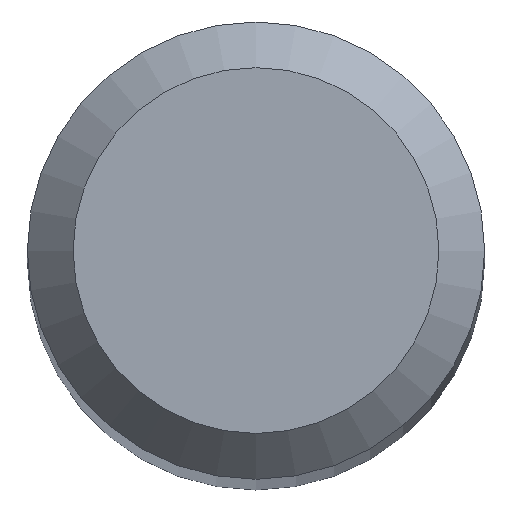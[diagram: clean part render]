
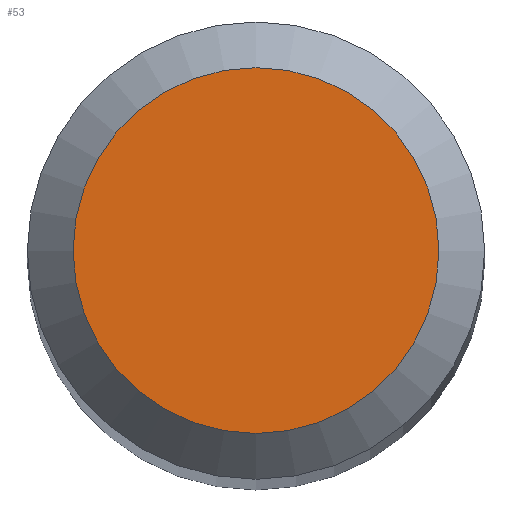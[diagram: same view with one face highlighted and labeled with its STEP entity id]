
A CAD part, top view. The second image highlights one B-rep face of the part: STEP entity #53.
In plain terms, the highlighted planar face has unit normal (0, 0, 1).
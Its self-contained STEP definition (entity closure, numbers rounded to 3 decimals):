
#31 = DIRECTION ( 'NONE',  ( 0., 0., -1. ) ) ;
#34 = ORIENTED_EDGE ( 'NONE', *, *, #163, .F. ) ;
#51 = DIRECTION ( 'NONE',  ( 0., 1., 0. ) ) ;
#53 = ADVANCED_FACE ( 'NONE', ( #70 ), #85, .F. ) ;
#62 = EDGE_LOOP ( 'NONE', ( #34 ) ) ;
#70 = FACE_OUTER_BOUND ( 'NONE', #62, .T. ) ;
#85 = PLANE ( 'NONE',  #140 ) ;
#90 = AXIS2_PLACEMENT_3D ( 'NONE', #174, #31, #108 ) ;
#95 = VERTEX_POINT ( 'NONE', #168 ) ;
#108 = DIRECTION ( 'NONE',  ( 0., 1., 0. ) ) ;
#140 = AXIS2_PLACEMENT_3D ( 'NONE', #158, #157, #51 ) ;
#157 = DIRECTION ( 'NONE',  ( 0., 0., -1. ) ) ;
#158 = CARTESIAN_POINT ( 'NONE',  ( 0., 0., 30. ) ) ;
#163 = EDGE_CURVE ( 'NONE', #95, #95, #166, .T. ) ;
#166 = CIRCLE ( 'NONE', #90, 0.6 ) ;
#168 = CARTESIAN_POINT ( 'NONE',  ( 0., 0.6, 30. ) ) ;
#174 = CARTESIAN_POINT ( 'NONE',  ( 0., 0., 30. ) ) ;
